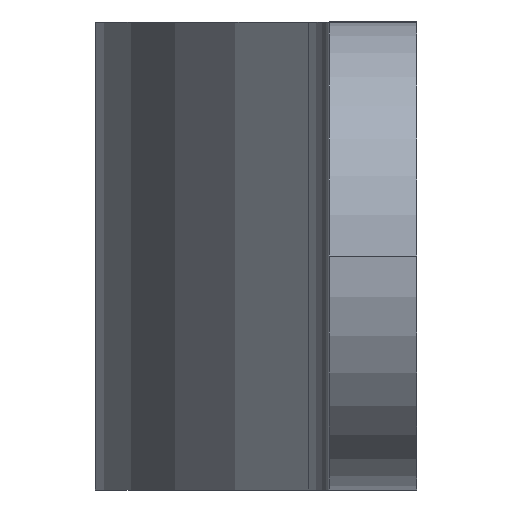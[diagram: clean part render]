
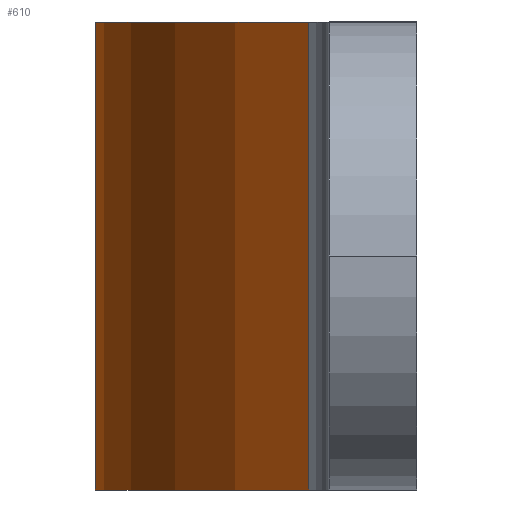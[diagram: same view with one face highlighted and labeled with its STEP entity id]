
A CAD part, left-side view. The second image highlights one B-rep face of the part: STEP entity #610.
In plain terms, the highlighted cylindrical face has radius 10.5 mm (diameter 21 mm), a partial arc.
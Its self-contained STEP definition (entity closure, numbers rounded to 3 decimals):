
#5 = ORIENTED_EDGE ( 'NONE', *, *, #117, .T. ) ;
#35 = LINE ( 'NONE', #544, #833 ) ;
#110 = CARTESIAN_POINT ( 'NONE',  ( 7.96, 1.848, 4. ) ) ;
#117 = EDGE_CURVE ( 'NONE', #815, #305, #526, .T. ) ;
#166 = ORIENTED_EDGE ( 'NONE', *, *, #458, .F. ) ;
#188 = CARTESIAN_POINT ( 'NONE',  ( 0., -5., 4. ) ) ;
#205 = AXIS2_PLACEMENT_3D ( 'NONE', #502, #727, #965 ) ;
#207 = CARTESIAN_POINT ( 'NONE',  ( 7.96, 1.848, -4. ) ) ;
#260 = DIRECTION ( 'NONE',  ( -1., 0., 0. ) ) ;
#264 = DIRECTION ( 'NONE',  ( 0., 0., -1. ) ) ;
#305 = VERTEX_POINT ( 'NONE', #758 ) ;
#318 = VECTOR ( 'NONE', #397, 1000. ) ;
#338 = DIRECTION ( 'NONE',  ( 1., 0., 0. ) ) ;
#343 = VERTEX_POINT ( 'NONE', #456 ) ;
#383 = CARTESIAN_POINT ( 'NONE',  ( 7.96, 1.848, 4. ) ) ;
#393 = EDGE_CURVE ( 'NONE', #343, #305, #35, .T. ) ;
#397 = DIRECTION ( 'NONE',  ( 0., 0., -1. ) ) ;
#456 = CARTESIAN_POINT ( 'NONE',  ( -7.96, 1.848, 4. ) ) ;
#458 = EDGE_CURVE ( 'NONE', #548, #343, #887, .T. ) ;
#502 = CARTESIAN_POINT ( 'NONE',  ( 0., -5., -4. ) ) ;
#526 = CIRCLE ( 'NONE', #205, 10.5 ) ;
#544 = CARTESIAN_POINT ( 'NONE',  ( -7.96, 1.848, 4. ) ) ;
#548 = VERTEX_POINT ( 'NONE', #110 ) ;
#562 = FACE_OUTER_BOUND ( 'NONE', #922, .T. ) ;
#610 = ADVANCED_FACE ( 'NONE', ( #562 ), #835, .T. ) ;
#629 = AXIS2_PLACEMENT_3D ( 'NONE', #868, #801, #338 ) ;
#718 = ORIENTED_EDGE ( 'NONE', *, *, #854, .T. ) ;
#722 = AXIS2_PLACEMENT_3D ( 'NONE', #188, #264, #260 ) ;
#727 = DIRECTION ( 'NONE',  ( 0., 0., 1. ) ) ;
#758 = CARTESIAN_POINT ( 'NONE',  ( -7.96, 1.848, -4. ) ) ;
#801 = DIRECTION ( 'NONE',  ( 0., 0., 1. ) ) ;
#808 = ORIENTED_EDGE ( 'NONE', *, *, #393, .F. ) ;
#815 = VERTEX_POINT ( 'NONE', #207 ) ;
#833 = VECTOR ( 'NONE', #920, 1000. ) ;
#835 = CYLINDRICAL_SURFACE ( 'NONE', #722, 10.5 ) ;
#851 = LINE ( 'NONE', #383, #318 ) ;
#854 = EDGE_CURVE ( 'NONE', #548, #815, #851, .T. ) ;
#868 = CARTESIAN_POINT ( 'NONE',  ( 0., -5., 4. ) ) ;
#887 = CIRCLE ( 'NONE', #629, 10.5 ) ;
#920 = DIRECTION ( 'NONE',  ( 0., 0., -1. ) ) ;
#922 = EDGE_LOOP ( 'NONE', ( #5, #808, #166, #718 ) ) ;
#965 = DIRECTION ( 'NONE',  ( 1., 0., 0. ) ) ;
